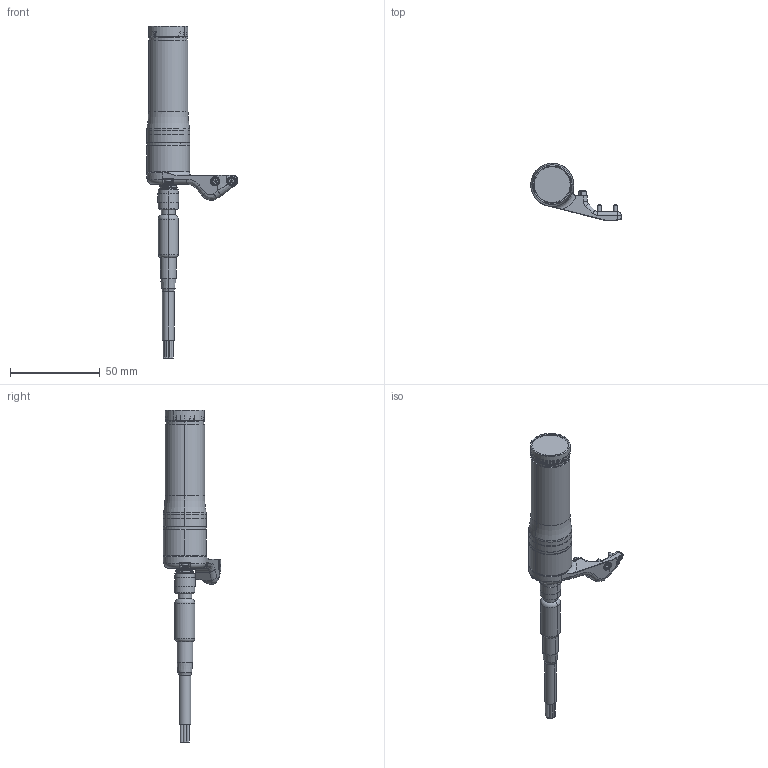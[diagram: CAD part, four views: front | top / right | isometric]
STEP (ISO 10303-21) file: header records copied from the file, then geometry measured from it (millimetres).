
FILE_DESCRIPTION (( 'STEP AP214' ), '1' );
FILE_NAME ('RAC-1000-Defeatured.STEP', '2021-08-09T03:40:19', ( '' ), ( '' ), 'SwSTEP 2.0', 'SolidWorks 2019', '' );
FILE_SCHEMA (( 'AUTOMOTIVE_DESIGN' ));
Length unit declared in the file: millimetre
Products named in the file (1): RAC-1000-Defeatured
Bounding box: 50.5 x 32 x 185.36 mm (x, y, z)
Surface area: 13403.1 mm2 (no closed solid volume)
Topology: 0 solids, 18 shells, 358 faces, 987 edges, 649 vertices
Faces by surface type: cylinder 133, plane 103, cone 52, bspline 38, torus 31, sphere 1
Entity records: 17899 total; most frequent: CARTESIAN_POINT 5097, DIRECTION 1914, ORIENTED_EDGE 1730, EDGE_CURVE 986, AXIS2_PLACEMENT_3D 777, VERTEX_POINT 649, CIRCLE 456, EDGE_LOOP 405
